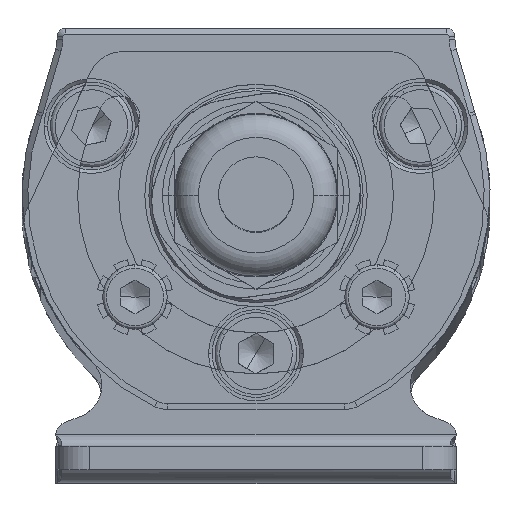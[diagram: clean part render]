
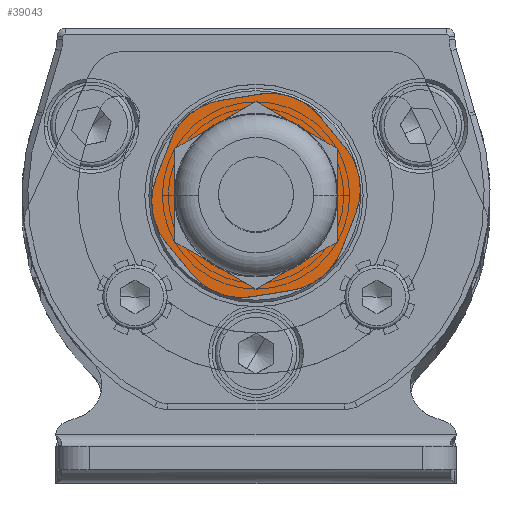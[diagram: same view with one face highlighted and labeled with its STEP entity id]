
A CAD part, top view. The second image highlights one B-rep face of the part: STEP entity #39043.
In plain terms, the highlighted planar face has unit normal (0, 0, 1).
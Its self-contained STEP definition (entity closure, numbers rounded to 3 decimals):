
#326 = ORIENTED_EDGE ( 'NONE', *, *, #36428, .F. ) ;
#561 = VECTOR ( 'NONE', #26184, 1000. ) ;
#580 = CARTESIAN_POINT ( 'NONE',  ( -14.441, -2.526, 69. ) ) ;
#598 = AXIS2_PLACEMENT_3D ( 'NONE', #21975, #7113, #4069 ) ;
#784 = ORIENTED_EDGE ( 'NONE', *, *, #21766, .F. ) ;
#946 = CARTESIAN_POINT ( 'NONE',  ( 2.048, 0.739, 69. ) ) ;
#1160 = EDGE_CURVE ( 'NONE', #14690, #2083, #2990, .T. ) ;
#1380 = EDGE_CURVE ( 'NONE', #35940, #12286, #19880, .T. ) ;
#1424 = ORIENTED_EDGE ( 'NONE', *, *, #38186, .F. ) ;
#2083 = VERTEX_POINT ( 'NONE', #18930 ) ;
#2300 = CARTESIAN_POINT ( 'NONE',  ( -11.803, -5.776, 69. ) ) ;
#2990 = LINE ( 'NONE', #9508, #27207 ) ;
#3306 = AXIS2_PLACEMENT_3D ( 'NONE', #22303, #3969, #25547 ) ;
#3920 = VERTEX_POINT ( 'NONE', #12366 ) ;
#3969 = DIRECTION ( 'NONE',  ( 0., 0., 1. ) ) ;
#4069 = DIRECTION ( 'NONE',  ( -0.158, 0.987, 0. ) ) ;
#4479 = ORIENTED_EDGE ( 'NONE', *, *, #7187, .F. ) ;
#4544 = DIRECTION ( 'NONE',  ( -0.63, 0.776, 0. ) ) ;
#4658 = DIRECTION ( 'NONE',  ( 0., 0., -1. ) ) ;
#5088 = AXIS2_PLACEMENT_3D ( 'NONE', #18578, #12482, #22027 ) ;
#5127 = CIRCLE ( 'NONE', #35027, 5.49 ) ;
#5341 = CIRCLE ( 'NONE', #29370, 5.49 ) ;
#5741 = CARTESIAN_POINT ( 'NONE',  ( -7.13, -7.177, 69. ) ) ;
#5785 = CIRCLE ( 'NONE', #598, 6. ) ;
#5824 = VERTEX_POINT ( 'NONE', #18769 ) ;
#6137 = DIRECTION ( 'NONE',  ( -0.987, -0.158, 0. ) ) ;
#6181 = CARTESIAN_POINT ( 'NONE',  ( -10.52, 9.477, 69. ) ) ;
#6431 = AXIS2_PLACEMENT_3D ( 'NONE', #34648, #6764, #28747 ) ;
#6556 = CARTESIAN_POINT ( 'NONE',  ( -6.387, 10.137, 69. ) ) ;
#6764 = DIRECTION ( 'NONE',  ( 0., 0., -1. ) ) ;
#7113 = DIRECTION ( 'NONE',  ( 0., 0., -1. ) ) ;
#7187 = EDGE_CURVE ( 'NONE', #19049, #29695, #39687, .T. ) ;
#7329 = DIRECTION ( 'NONE',  ( 0.63, -0.776, 0. ) ) ;
#7450 = ORIENTED_EDGE ( 'NONE', *, *, #14622, .F. ) ;
#7528 = VERTEX_POINT ( 'NONE', #6556 ) ;
#8074 = EDGE_LOOP ( 'NONE', ( #30836, #32853, #1424, #4479, #25999, #784, #326, #30100, #18542, #36346, #7450, #38189 ) ) ;
#8380 = CIRCLE ( 'NONE', #6431, 6. ) ;
#9508 = CARTESIAN_POINT ( 'NONE',  ( -1.714, 8.736, 69. ) ) ;
#9698 = AXIS2_PLACEMENT_3D ( 'NONE', #39055, #4658, #29502 ) ;
#10548 = CIRCLE ( 'NONE', #20954, 5.49 ) ;
#10574 = CARTESIAN_POINT ( 'NONE',  ( -14.07, 6.13, 69. ) ) ;
#10586 = DIRECTION ( 'NONE',  ( 0., 0., -1. ) ) ;
#11690 = VERTEX_POINT ( 'NONE', #580 ) ;
#11706 = LINE ( 'NONE', #6181, #12354 ) ;
#12238 = LINE ( 'NONE', #37060, #20776 ) ;
#12286 = VERTEX_POINT ( 'NONE', #38685 ) ;
#12354 = VECTOR ( 'NONE', #18603, 1000. ) ;
#12366 = CARTESIAN_POINT ( 'NONE',  ( -9.808, 9.591, 69. ) ) ;
#12482 = DIRECTION ( 'NONE',  ( 0., 0., -1. ) ) ;
#12539 = VERTEX_POINT ( 'NONE', #39848 ) ;
#12639 = DIRECTION ( 'NONE',  ( 0., 0., -1. ) ) ;
#12973 = DIRECTION ( 'NONE',  ( 0.63, -0.776, 0. ) ) ;
#13149 = PLANE ( 'NONE',  #3306 ) ;
#13248 = ORIENTED_EDGE ( 'NONE', *, *, #23846, .T. ) ;
#13379 = VERTEX_POINT ( 'NONE', #29773 ) ;
#13737 = FACE_BOUND ( 'NONE', #37853, .T. ) ;
#14428 = VERTEX_POINT ( 'NONE', #5741 ) ;
#14622 = EDGE_CURVE ( 'NONE', #2083, #35940, #22644, .T. ) ;
#14690 = VERTEX_POINT ( 'NONE', #24886 ) ;
#16138 = DIRECTION ( 'NONE',  ( 0., 0., -1. ) ) ;
#17781 = LINE ( 'NONE', #2300, #35076 ) ;
#18089 = CARTESIAN_POINT ( 'NONE',  ( -7.996, -1.755, 69. ) ) ;
#18542 = ORIENTED_EDGE ( 'NONE', *, *, #33010, .F. ) ;
#18578 = CARTESIAN_POINT ( 'NONE',  ( -3.338, 2.026, 69. ) ) ;
#18603 = DIRECTION ( 'NONE',  ( 0.987, 0.158, 0. ) ) ;
#18769 = CARTESIAN_POINT ( 'NONE',  ( -5.812, -4.445, 69. ) ) ;
#18930 = CARTESIAN_POINT ( 'NONE',  ( 0.925, 5.487, 69. ) ) ;
#19049 = VERTEX_POINT ( 'NONE', #29016 ) ;
#19346 = AXIS2_PLACEMENT_3D ( 'NONE', #32042, #16138, #38106 ) ;
#19432 = EDGE_CURVE ( 'NONE', #3920, #7528, #11706, .T. ) ;
#19880 = LINE ( 'NONE', #946, #561 ) ;
#19926 = EDGE_CURVE ( 'NONE', #12539, #14428, #12238, .T. ) ;
#20776 = VECTOR ( 'NONE', #6137, 1000. ) ;
#20954 = AXIS2_PLACEMENT_3D ( 'NONE', #38841, #10586, #7329 ) ;
#21766 = EDGE_CURVE ( 'NONE', #13379, #11690, #17781, .T. ) ;
#21975 = CARTESIAN_POINT ( 'NONE',  ( -6.758, 1.48, 69. ) ) ;
#22027 = DIRECTION ( 'NONE',  ( 0.987, 0.158, 0. ) ) ;
#22303 = CARTESIAN_POINT ( 'NONE',  ( -6.758, 1.48, 69. ) ) ;
#22644 = CIRCLE ( 'NONE', #5088, 5.49 ) ;
#23725 = EDGE_CURVE ( 'NONE', #7528, #14690, #5127, .T. ) ;
#23824 = DIRECTION ( 'NONE',  ( 0.357, 0.934, 0. ) ) ;
#23846 = EDGE_CURVE ( 'NONE', #5824, #31172, #5785, .T. ) ;
#24232 = CARTESIAN_POINT ( 'NONE',  ( -15.565, 2.221, 69. ) ) ;
#24886 = CARTESIAN_POINT ( 'NONE',  ( -1.259, 8.176, 69. ) ) ;
#25211 = VECTOR ( 'NONE', #23824, 1000. ) ;
#25547 = DIRECTION ( 'NONE',  ( 0.158, -0.987, 0. ) ) ;
#25999 = ORIENTED_EDGE ( 'NONE', *, *, #30690, .F. ) ;
#26184 = DIRECTION ( 'NONE',  ( -0.357, -0.934, 0. ) ) ;
#27207 = VECTOR ( 'NONE', #12973, 1000. ) ;
#27255 = DIRECTION ( 'NONE',  ( 0., 0., -1. ) ) ;
#28099 = CARTESIAN_POINT ( 'NONE',  ( -5.521, 4.716, 69. ) ) ;
#28493 = ORIENTED_EDGE ( 'NONE', *, *, #30455, .T. ) ;
#28747 = DIRECTION ( 'NONE',  ( -0.158, 0.987, 0. ) ) ;
#29016 = CARTESIAN_POINT ( 'NONE',  ( -15.307, 2.895, 69. ) ) ;
#29370 = AXIS2_PLACEMENT_3D ( 'NONE', #18089, #27255, #39460 ) ;
#29502 = DIRECTION ( 'NONE',  ( -0.987, -0.158, 0. ) ) ;
#29695 = VERTEX_POINT ( 'NONE', #10574 ) ;
#29773 = CARTESIAN_POINT ( 'NONE',  ( -12.258, -5.216, 69. ) ) ;
#30100 = ORIENTED_EDGE ( 'NONE', *, *, #19926, .F. ) ;
#30455 = EDGE_CURVE ( 'NONE', #31172, #5824, #8380, .T. ) ;
#30690 = EDGE_CURVE ( 'NONE', #11690, #19049, #35687, .T. ) ;
#30836 = ORIENTED_EDGE ( 'NONE', *, *, #23725, .F. ) ;
#31172 = VERTEX_POINT ( 'NONE', #36341 ) ;
#32042 = CARTESIAN_POINT ( 'NONE',  ( -8.942, 4.169, 69. ) ) ;
#32260 = FACE_OUTER_BOUND ( 'NONE', #8074, .T. ) ;
#32853 = ORIENTED_EDGE ( 'NONE', *, *, #19432, .F. ) ;
#33010 = EDGE_CURVE ( 'NONE', #12286, #12539, #10548, .T. ) ;
#34003 = DIRECTION ( 'NONE',  ( 0.357, 0.934, 0. ) ) ;
#34648 = CARTESIAN_POINT ( 'NONE',  ( -6.758, 1.48, 69. ) ) ;
#35027 = AXIS2_PLACEMENT_3D ( 'NONE', #28099, #12639, #34003 ) ;
#35076 = VECTOR ( 'NONE', #4544, 1000. ) ;
#35459 = CARTESIAN_POINT ( 'NONE',  ( 1.79, 0.065, 69. ) ) ;
#35687 = CIRCLE ( 'NONE', #9698, 5.49 ) ;
#35940 = VERTEX_POINT ( 'NONE', #35459 ) ;
#36341 = CARTESIAN_POINT ( 'NONE',  ( -7.705, 7.405, 69. ) ) ;
#36346 = ORIENTED_EDGE ( 'NONE', *, *, #1380, .F. ) ;
#36428 = EDGE_CURVE ( 'NONE', #14428, #13379, #5341, .T. ) ;
#37060 = CARTESIAN_POINT ( 'NONE',  ( -2.997, -6.517, 69. ) ) ;
#37853 = EDGE_LOOP ( 'NONE', ( #28493, #13248 ) ) ;
#38106 = DIRECTION ( 'NONE',  ( -0.63, 0.776, 0. ) ) ;
#38183 = CIRCLE ( 'NONE', #19346, 5.49 ) ;
#38186 = EDGE_CURVE ( 'NONE', #29695, #3920, #38183, .T. ) ;
#38189 = ORIENTED_EDGE ( 'NONE', *, *, #1160, .F. ) ;
#38685 = CARTESIAN_POINT ( 'NONE',  ( 0.553, -3.17, 69. ) ) ;
#38841 = CARTESIAN_POINT ( 'NONE',  ( -4.575, -1.209, 69. ) ) ;
#39043 = ADVANCED_FACE ( 'NONE', ( #13737, #32260 ), #13149, .T. ) ;
#39055 = CARTESIAN_POINT ( 'NONE',  ( -10.179, 0.934, 69. ) ) ;
#39460 = DIRECTION ( 'NONE',  ( -0.357, -0.934, 0. ) ) ;
#39687 = LINE ( 'NONE', #24232, #25211 ) ;
#39848 = CARTESIAN_POINT ( 'NONE',  ( -3.709, -6.631, 69. ) ) ;
